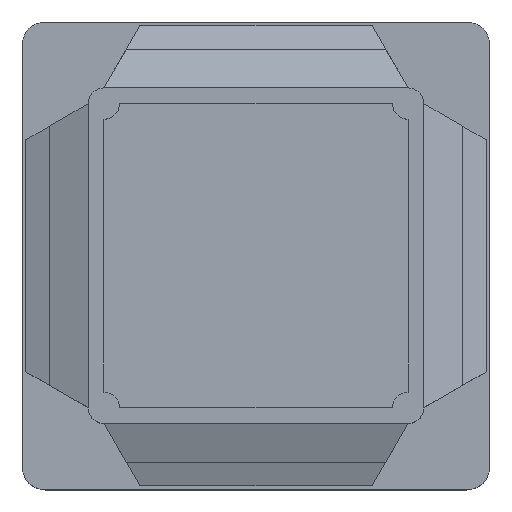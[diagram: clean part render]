
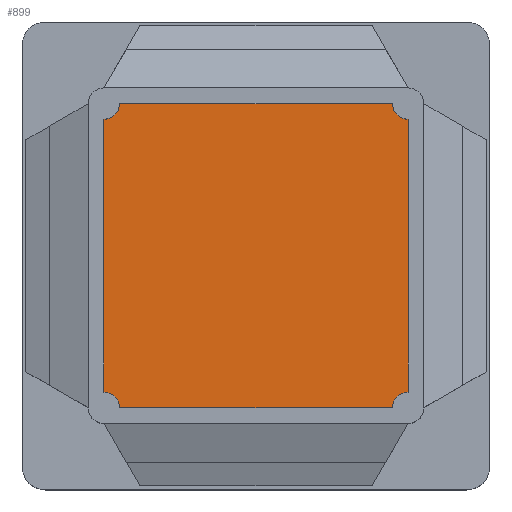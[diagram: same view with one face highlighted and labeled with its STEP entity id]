
A CAD part, top view. The second image highlights one B-rep face of the part: STEP entity #899.
In plain terms, the highlighted planar face has unit normal (0, 0, 1).
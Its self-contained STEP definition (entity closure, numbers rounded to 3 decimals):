
#899=ADVANCED_FACE('',(#1579),#1581,.T.);
#1579=FACE_BOUND('',#1580,.T.);
#1580=EDGE_LOOP('',(#2013,#2014,#2015,#2016,#2017,#2018,#2019,#2020));
#1581=PLANE('',#1582);
#1582=AXIS2_PLACEMENT_3D('',#1583,#1584,#1585);
#1583=CARTESIAN_POINT('',(0.,0.,5.));
#1584=DIRECTION('',(0.,0.,1.));
#1585=DIRECTION('',(1.,0.,0.));
#2013=ORIENTED_EDGE('',*,*,#2216,.F.);
#2014=ORIENTED_EDGE('',*,*,#2213,.F.);
#2015=ORIENTED_EDGE('',*,*,#2228,.F.);
#2016=ORIENTED_EDGE('',*,*,#2226,.F.);
#2017=ORIENTED_EDGE('',*,*,#2224,.F.);
#2018=ORIENTED_EDGE('',*,*,#2222,.F.);
#2019=ORIENTED_EDGE('',*,*,#2220,.F.);
#2020=ORIENTED_EDGE('',*,*,#2218,.F.);
#2213=EDGE_CURVE('',#2541,#2542,#2543,.F.);
#2216=EDGE_CURVE('',#2542,#2546,#2547,.F.);
#2218=EDGE_CURVE('',#2546,#2549,#2550,.F.);
#2220=EDGE_CURVE('',#2549,#2552,#2553,.F.);
#2222=EDGE_CURVE('',#2552,#2555,#2556,.F.);
#2224=EDGE_CURVE('',#2555,#2558,#2559,.F.);
#2226=EDGE_CURVE('',#2558,#2561,#2562,.F.);
#2228=EDGE_CURVE('',#2561,#2541,#2564,.F.);
#2541=VERTEX_POINT('',#3277);
#2542=VERTEX_POINT('',#3278);
#2543=CIRCLE('',#3279,1.);
#2546=VERTEX_POINT('',#3289);
#2547=LINE('',#3290,#3291);
#2549=VERTEX_POINT('',#3296);
#2550=CIRCLE('',#3297,1.);
#2552=VERTEX_POINT('',#3304);
#2553=LINE('',#3305,#3306);
#2555=VERTEX_POINT('',#3311);
#2556=CIRCLE('',#3312,1.);
#2558=VERTEX_POINT('',#3319);
#2559=LINE('',#3320,#3321);
#2561=VERTEX_POINT('',#3326);
#2562=CIRCLE('',#3327,1.);
#2564=LINE('',#3334,#3335);
#3277=CARTESIAN_POINT('',(23.75,24.75,5.));
#3278=CARTESIAN_POINT('',(24.75,23.75,5.));
#3279=AXIS2_PLACEMENT_3D('',#3280,#3281,#3282);
#3280=CARTESIAN_POINT('',(24.75,24.75,5.));
#3281=DIRECTION('',(-0.,-0.,-1.));
#3282=DIRECTION('',(0.,-1.,0.));
#3289=CARTESIAN_POINT('',(24.75,6.25,5.));
#3290=CARTESIAN_POINT('',(24.75,6.25,5.));
#3291=VECTOR('',#3292,1.);
#3292=DIRECTION('',(0.,1.,0.));
#3296=CARTESIAN_POINT('',(23.75,5.25,5.));
#3297=AXIS2_PLACEMENT_3D('',#3298,#3299,#3300);
#3298=CARTESIAN_POINT('',(24.75,5.25,5.));
#3299=DIRECTION('',(0.,0.,-1.));
#3300=DIRECTION('',(-1.,0.,0.));
#3304=CARTESIAN_POINT('',(6.25,5.25,5.));
#3305=CARTESIAN_POINT('',(6.25,5.25,5.));
#3306=VECTOR('',#3307,1.);
#3307=DIRECTION('',(1.,0.,0.));
#3311=CARTESIAN_POINT('',(5.25,6.25,5.));
#3312=AXIS2_PLACEMENT_3D('',#3313,#3314,#3315);
#3313=CARTESIAN_POINT('',(5.25,5.25,5.));
#3314=DIRECTION('',(0.,0.,-1.));
#3315=DIRECTION('',(0.,1.,0.));
#3319=CARTESIAN_POINT('',(5.25,23.75,5.));
#3320=CARTESIAN_POINT('',(5.25,23.75,5.));
#3321=VECTOR('',#3322,1.);
#3322=DIRECTION('',(0.,-1.,0.));
#3326=CARTESIAN_POINT('',(6.25,24.75,5.));
#3327=AXIS2_PLACEMENT_3D('',#3328,#3329,#3330);
#3328=CARTESIAN_POINT('',(5.25,24.75,5.));
#3329=DIRECTION('',(0.,0.,-1.));
#3330=DIRECTION('',(1.,0.,0.));
#3334=CARTESIAN_POINT('',(23.75,24.75,5.));
#3335=VECTOR('',#3336,1.);
#3336=DIRECTION('',(-1.,0.,0.));
